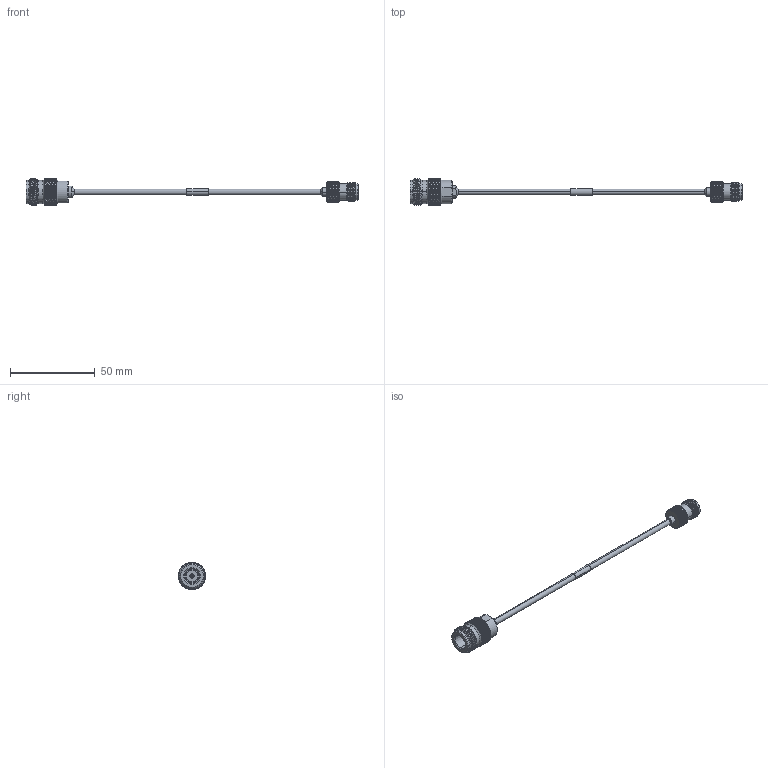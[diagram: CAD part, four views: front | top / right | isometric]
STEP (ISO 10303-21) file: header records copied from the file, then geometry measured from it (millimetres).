
FILE_DESCRIPTION (( 'STEP AP214' ), '1' );
FILE_NAME ('LCCA30454.step', '2020-05-02T09:05:01', ( '' ), ( '' ), 'SwSTEP 2.0', 'SolidWorks 2018', '' );
FILE_SCHEMA (( 'AUTOMOTIVE_DESIGN' ));
Length unit declared in the file: inch
Products named in the file (7): LCCA30454; LCCN3067; 1AW01-003_.152 ID; solder plug left^LCCA30454; LCCN3055; LC141TB (141 FORMABLE); solder plug right^LCCA30454
Assembly tree (6 placements, depth 2):
  LCCA30454
    LC141TB (141 FORMABLE)
    LCCN3055
    solder plug left^LCCA30454
    1AW01-003_.152 ID
    LCCN3067
    solder plug right^LCCA30454
Bounding box: 195.55 x 16 x 16 mm (x, y, z)
Volume: 6660.3 mm3; surface area: 5753.2 mm2
Topology: 6 solids, 6 shells, 4053 faces, 8621 edges, 4596 vertices
Faces by surface type: bspline 3086, cylinder 849, plane 68, cone 46, sphere 4
Entity records: 151540 total; most frequent: CARTESIAN_POINT 98713, ORIENTED_EDGE 17242, EDGE_CURVE 8621, VERTEX_POINT 4596, EDGE_LOOP 4075, FACE_OUTER_BOUND 4053, ADVANCED_FACE 4053, B_SPLINE_CURVE_WITH_KNOTS 3603
